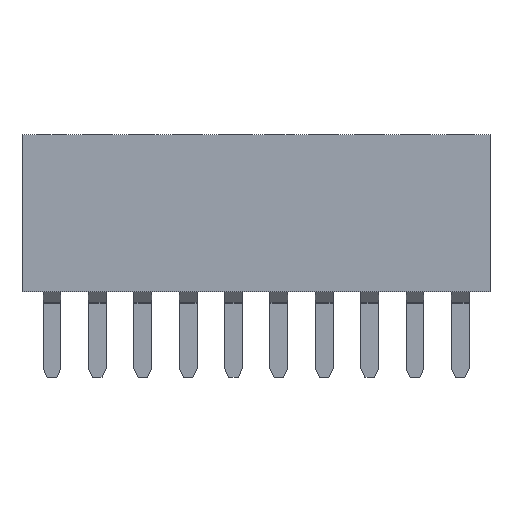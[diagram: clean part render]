
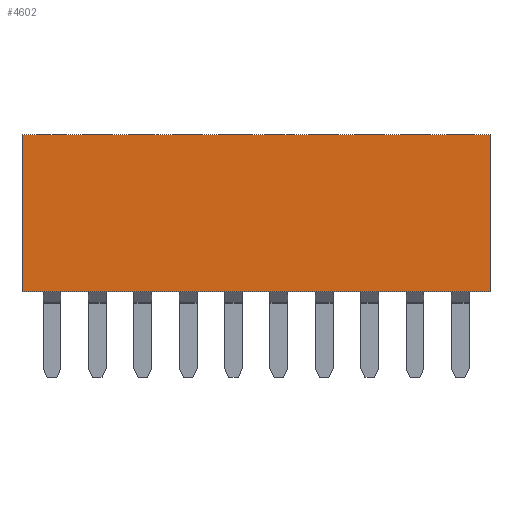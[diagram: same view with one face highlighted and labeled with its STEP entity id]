
A CAD part, top view. The second image highlights one B-rep face of the part: STEP entity #4602.
In plain terms, the highlighted planar face has unit normal (0, 0, 1).
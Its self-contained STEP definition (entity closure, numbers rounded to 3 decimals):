
#31=DIRECTION('',(1.,0.,0.));
#32=VECTOR('',#31,13.1);
#33=CARTESIAN_POINT('',(-6.55,0.,0.9));
#34=LINE('',#33,#32);
#857=DIRECTION('',(0.,1.,0.));
#858=VECTOR('',#857,4.4);
#859=CARTESIAN_POINT('',(6.55,0.,0.9));
#860=LINE('',#859,#858);
#871=DIRECTION('',(0.,1.,0.));
#872=VECTOR('',#871,4.4);
#873=CARTESIAN_POINT('',(-6.55,0.,0.9));
#874=LINE('',#873,#872);
#892=DIRECTION('',(1.,0.,0.));
#893=VECTOR('',#892,13.1);
#894=CARTESIAN_POINT('',(-6.55,4.4,0.9));
#895=LINE('',#894,#893);
#3269=CARTESIAN_POINT('',(-6.55,0.,0.9));
#3270=CARTESIAN_POINT('',(6.55,0.,0.9));
#3271=VERTEX_POINT('',#3269);
#3272=VERTEX_POINT('',#3270);
#3277=CARTESIAN_POINT('',(-6.55,4.4,0.9));
#3278=VERTEX_POINT('',#3277);
#3279=CARTESIAN_POINT('',(6.55,4.4,0.9));
#3280=VERTEX_POINT('',#3279);
#4590=CARTESIAN_POINT('',(-6.55,0.,0.9));
#4591=DIRECTION('',(0.,0.,1.));
#4592=DIRECTION('',(1.,0.,0.));
#4593=AXIS2_PLACEMENT_3D('',#4590,#4591,#4592);
#4594=PLANE('',#4593);
#4595=ORIENTED_EDGE('',*,*,#3866,.F.);
#4596=ORIENTED_EDGE('',*,*,#4412,.T.);
#4598=ORIENTED_EDGE('',*,*,#4597,.T.);
#4599=ORIENTED_EDGE('',*,*,#4579,.F.);
#4600=EDGE_LOOP('',(#4595,#4596,#4598,#4599));
#4601=FACE_OUTER_BOUND('',#4600,.F.);
#4602=ADVANCED_FACE('',(#4601),#4594,.T.);
#3866=EDGE_CURVE('',#3271,#3272,#34,.T.);
#4412=EDGE_CURVE('',#3271,#3278,#874,.T.);
#4579=EDGE_CURVE('',#3272,#3280,#860,.T.);
#4597=EDGE_CURVE('',#3278,#3280,#895,.T.);
